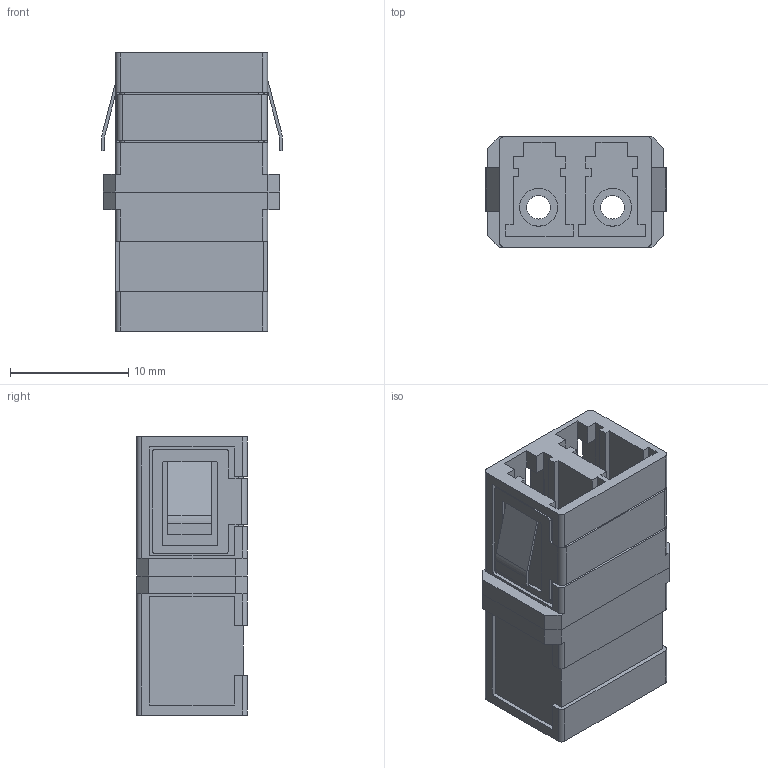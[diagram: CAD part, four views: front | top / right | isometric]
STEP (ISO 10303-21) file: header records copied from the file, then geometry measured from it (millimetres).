
FILE_DESCRIPTION (( 'STEP AP214' ), '1' );
FILE_NAME ('FOA-LCM12-PC0N-SCF_3D.STEP', '2021-10-12T16:54:12', ( '' ), ( '' ), 'SwSTEP 2.0', 'SolidWorks 2021', '' );
FILE_SCHEMA (( 'AUTOMOTIVE_DESIGN' ));
Length unit declared in the file: inch
Products named in the file (3): FOA-LCM12-PC0N-SCF; FOA-LCM12-PC0N-SCF_3D; FOA-985_MOUNTING CLIP
Assembly tree (2 placements, depth 2):
  FOA-LCM12-PC0N-SCF_3D
    FOA-LCM12-PC0N-SCF
    FOA-985_MOUNTING CLIP
Bounding box: 15.26 x 9.35 x 23.5 mm (x, y, z)
Volume: 1536 mm3; surface area: 3020.5 mm2
Topology: 2 solids, 2 shells, 301 faces, 863 edges, 566 vertices
Faces by surface type: plane 250, cylinder 51
Entity records: 10387 total; most frequent: CARTESIAN_POINT 1735, ORIENTED_EDGE 1726, DIRECTION 1577, EDGE_CURVE 863, LINE 761, VECTOR 761, VERTEX_POINT 566, AXIS2_PLACEMENT_3D 408
